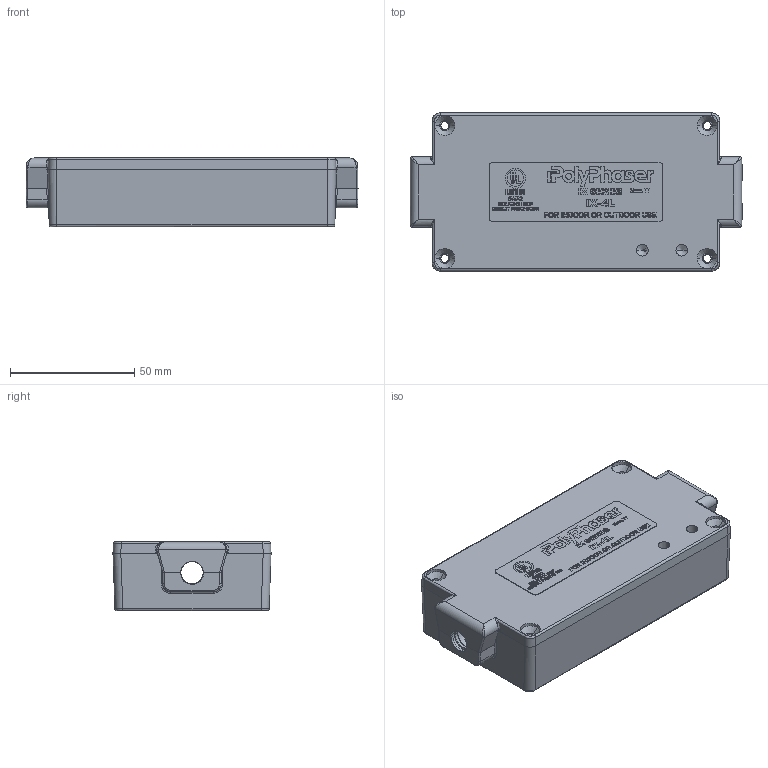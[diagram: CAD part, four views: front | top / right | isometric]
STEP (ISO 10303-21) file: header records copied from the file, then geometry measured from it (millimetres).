
FILE_DESCRIPTION (( 'STEP AP214' ), '1' );
FILE_NAME ('IX-4L.STEP', '2019-07-30T16:15:36', ( '' ), ( '' ), 'SwSTEP 2.0', 'SolidWorks 2019', '' );
FILE_SCHEMA (( 'AUTOMOTIVE_DESIGN' ));
Length unit declared in the file: inch
Products named in the file (14): 5331-0013; IX-4L; 7020-3017; 5331-0013-01; 5331-0012; 9500-0041; 7020-2597; 5331-0012-01; 7040-0109
Assembly tree (8 placements, depth 4):
  5331-0013
  IX-4L
    9500-0041
      5331-0013-01
        5331-0013
      7040-0109
    5331-0012-01
      5331-0012
    7020-3017
    7020-2597
  7020-2597
  7020-3017
  5331-0012
Bounding box: 133.35 x 63.5 x 27.9 mm (x, y, z)
Volume: 85224.4 mm3; surface area: 65146.5 mm2
Topology: 5 solids, 5 shells, 4645 faces, 12411 edges, 8145 vertices
Faces by surface type: plane 3035, bspline 1170, cylinder 400, cone 40
Entity records: 244539 total; most frequent: CARTESIAN_POINT 94698, ORIENTED_EDGE 24746, DIRECTION 17640, EDGE_CURVE 12373, LINE 9230, VECTOR 9230, VERTEX_POINT 8145, EDGE_LOOP 5074
